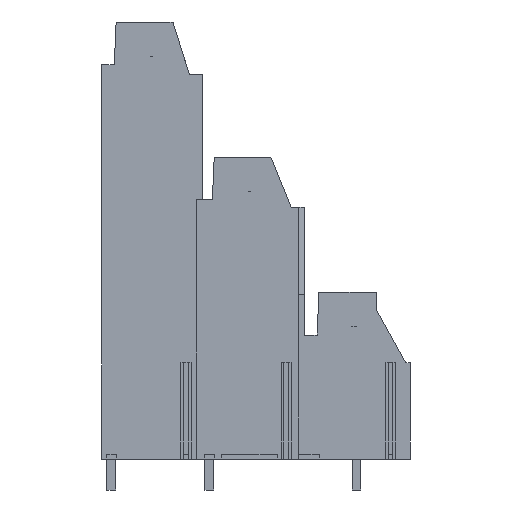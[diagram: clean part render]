
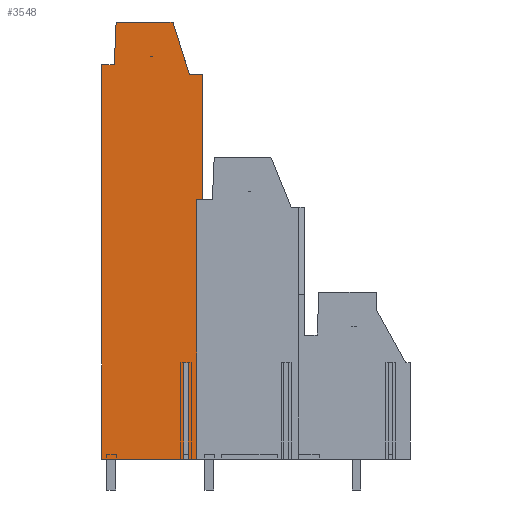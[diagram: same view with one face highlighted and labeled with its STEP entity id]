
A CAD part, left-side view. The second image highlights one B-rep face of the part: STEP entity #3548.
In plain terms, the highlighted planar face has unit normal (-1, 0, 0).
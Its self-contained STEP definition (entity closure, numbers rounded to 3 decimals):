
#3464=AXIS2_PLACEMENT_3D('Plane Axis2P3D',#3461,#3462,#3463) ;
#2556=CARTESIAN_POINT('Vertex',(2.54,22.131,3.2)) ;
#2559=CARTESIAN_POINT('Line Origine',(2.54,22.578,3.2)) ;
#2563=CARTESIAN_POINT('Vertex',(2.54,23.025,3.2)) ;
#2612=CARTESIAN_POINT('Vertex',(2.54,23.475,3.2)) ;
#2615=CARTESIAN_POINT('Line Origine',(2.54,27.738,3.2)) ;
#2619=CARTESIAN_POINT('Vertex',(2.54,32.,3.2)) ;
#3418=CARTESIAN_POINT('Vertex',(2.54,23.025,13.2)) ;
#3421=CARTESIAN_POINT('Line Origine',(2.54,23.25,13.2)) ;
#3425=CARTESIAN_POINT('Vertex',(2.54,23.475,13.2)) ;
#3449=CARTESIAN_POINT('Line Origine',(2.54,23.025,8.2)) ;
#3461=CARTESIAN_POINT('Axis2P3D Location',(2.54,21.84,31.2)) ;
#3466=CARTESIAN_POINT('Line Origine',(2.54,22.131,16.625)) ;
#3470=CARTESIAN_POINT('Vertex',(2.54,22.131,30.05)) ;
#3473=CARTESIAN_POINT('Line Origine',(2.54,21.811,30.05)) ;
#3477=CARTESIAN_POINT('Vertex',(2.54,21.49,30.05)) ;
#3480=CARTESIAN_POINT('Line Origine',(2.54,21.49,36.525)) ;
#3484=CARTESIAN_POINT('Vertex',(2.54,21.49,43.)) ;
#3487=CARTESIAN_POINT('Line Origine',(2.54,22.194,43.)) ;
#3491=CARTESIAN_POINT('Vertex',(2.54,22.898,43.)) ;
#3494=CARTESIAN_POINT('Line Origine',(2.54,23.745,45.735)) ;
#3498=CARTESIAN_POINT('Vertex',(2.54,24.592,48.47)) ;
#3501=CARTESIAN_POINT('Line Origine',(2.54,27.54,48.47)) ;
#3505=CARTESIAN_POINT('Vertex',(2.54,30.488,48.47)) ;
#3508=CARTESIAN_POINT('Line Origine',(2.54,30.584,46.26)) ;
#3512=CARTESIAN_POINT('Vertex',(2.54,30.681,44.05)) ;
#3515=CARTESIAN_POINT('Line Origine',(2.54,31.34,44.05)) ;
#3519=CARTESIAN_POINT('Vertex',(2.54,32.,44.05)) ;
#3522=CARTESIAN_POINT('Line Origine',(2.54,32.,23.625)) ;
#3527=CARTESIAN_POINT('Line Origine',(2.54,23.475,8.2)) ;
#2560=DIRECTION('Vector Direction',(0.,1.,0.)) ;
#2616=DIRECTION('Vector Direction',(0.,1.,0.)) ;
#3422=DIRECTION('Vector Direction',(0.,-1.,0.)) ;
#3450=DIRECTION('Vector Direction',(0.,0.,1.)) ;
#3462=DIRECTION('Axis2P3D Direction',(1.,0.,0.)) ;
#3463=DIRECTION('Axis2P3D XDirection',(0.,1.,0.)) ;
#3467=DIRECTION('Vector Direction',(0.,0.,-1.)) ;
#3474=DIRECTION('Vector Direction',(0.,1.,0.)) ;
#3481=DIRECTION('Vector Direction',(0.,0.,1.)) ;
#3488=DIRECTION('Vector Direction',(0.,-1.,0.)) ;
#3495=DIRECTION('Vector Direction',(0.,-0.296,-0.955)) ;
#3502=DIRECTION('Vector Direction',(0.,1.,0.)) ;
#3509=DIRECTION('Vector Direction',(0.,-0.044,0.999)) ;
#3516=DIRECTION('Vector Direction',(0.,-1.,0.)) ;
#3523=DIRECTION('Vector Direction',(0.,0.,1.)) ;
#3528=DIRECTION('Vector Direction',(0.,0.,1.)) ;
#2561=VECTOR('Line Direction',#2560,1.) ;
#2617=VECTOR('Line Direction',#2616,1.) ;
#3423=VECTOR('Line Direction',#3422,1.) ;
#3451=VECTOR('Line Direction',#3450,1.) ;
#3468=VECTOR('Line Direction',#3467,1.) ;
#3475=VECTOR('Line Direction',#3474,1.) ;
#3482=VECTOR('Line Direction',#3481,1.) ;
#3489=VECTOR('Line Direction',#3488,1.) ;
#3496=VECTOR('Line Direction',#3495,1.) ;
#3503=VECTOR('Line Direction',#3502,1.) ;
#3510=VECTOR('Line Direction',#3509,1.) ;
#3517=VECTOR('Line Direction',#3516,1.) ;
#3524=VECTOR('Line Direction',#3523,1.) ;
#3529=VECTOR('Line Direction',#3528,1.) ;
#3533=ORIENTED_EDGE('',*,*,#3472,.F.) ;
#3534=ORIENTED_EDGE('',*,*,#3479,.F.) ;
#3535=ORIENTED_EDGE('',*,*,#3486,.T.) ;
#3536=ORIENTED_EDGE('',*,*,#3493,.F.) ;
#3537=ORIENTED_EDGE('',*,*,#3500,.F.) ;
#3538=ORIENTED_EDGE('',*,*,#3507,.T.) ;
#3539=ORIENTED_EDGE('',*,*,#3514,.F.) ;
#3540=ORIENTED_EDGE('',*,*,#3521,.F.) ;
#3541=ORIENTED_EDGE('',*,*,#3526,.F.) ;
#3542=ORIENTED_EDGE('',*,*,#2621,.F.) ;
#3543=ORIENTED_EDGE('',*,*,#3531,.T.) ;
#3544=ORIENTED_EDGE('',*,*,#3427,.T.) ;
#3545=ORIENTED_EDGE('',*,*,#3453,.F.) ;
#3546=ORIENTED_EDGE('',*,*,#2565,.F.) ;
#3548=ADVANCED_FACE('housing',(#3547),#3465,.F.) ;
#2565=EDGE_CURVE('',#2557,#2564,#2562,.T.) ;
#2621=EDGE_CURVE('',#2613,#2620,#2618,.T.) ;
#3427=EDGE_CURVE('',#3426,#3419,#3424,.T.) ;
#3453=EDGE_CURVE('',#2564,#3419,#3452,.T.) ;
#3472=EDGE_CURVE('',#3471,#2557,#3469,.T.) ;
#3479=EDGE_CURVE('',#3478,#3471,#3476,.T.) ;
#3486=EDGE_CURVE('',#3478,#3485,#3483,.T.) ;
#3493=EDGE_CURVE('',#3492,#3485,#3490,.T.) ;
#3500=EDGE_CURVE('',#3499,#3492,#3497,.T.) ;
#3507=EDGE_CURVE('',#3499,#3506,#3504,.T.) ;
#3514=EDGE_CURVE('',#3513,#3506,#3511,.T.) ;
#3521=EDGE_CURVE('',#3520,#3513,#3518,.T.) ;
#3526=EDGE_CURVE('',#2620,#3520,#3525,.T.) ;
#3531=EDGE_CURVE('',#2613,#3426,#3530,.T.) ;
#3532=EDGE_LOOP('',(#3533,#3534,#3535,#3536,#3537,#3538,#3539,#3540,#3541,#3542,#3543,#3544,#3545,#3546)) ;
#3547=FACE_OUTER_BOUND('',#3532,.T.) ;
#2562=LINE('Line',#2559,#2561) ;
#2618=LINE('Line',#2615,#2617) ;
#3424=LINE('Line',#3421,#3423) ;
#3452=LINE('Line',#3449,#3451) ;
#3469=LINE('Line',#3466,#3468) ;
#3476=LINE('Line',#3473,#3475) ;
#3483=LINE('Line',#3480,#3482) ;
#3490=LINE('Line',#3487,#3489) ;
#3497=LINE('Line',#3494,#3496) ;
#3504=LINE('Line',#3501,#3503) ;
#3511=LINE('Line',#3508,#3510) ;
#3518=LINE('Line',#3515,#3517) ;
#3525=LINE('Line',#3522,#3524) ;
#3530=LINE('Line',#3527,#3529) ;
#3465=PLANE('',#3464) ;
#2557=VERTEX_POINT('',#2556) ;
#2564=VERTEX_POINT('',#2563) ;
#2613=VERTEX_POINT('',#2612) ;
#2620=VERTEX_POINT('',#2619) ;
#3419=VERTEX_POINT('',#3418) ;
#3426=VERTEX_POINT('',#3425) ;
#3471=VERTEX_POINT('',#3470) ;
#3478=VERTEX_POINT('',#3477) ;
#3485=VERTEX_POINT('',#3484) ;
#3492=VERTEX_POINT('',#3491) ;
#3499=VERTEX_POINT('',#3498) ;
#3506=VERTEX_POINT('',#3505) ;
#3513=VERTEX_POINT('',#3512) ;
#3520=VERTEX_POINT('',#3519) ;
